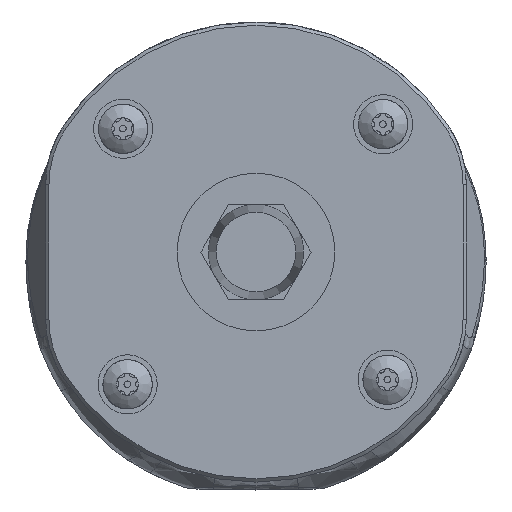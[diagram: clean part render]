
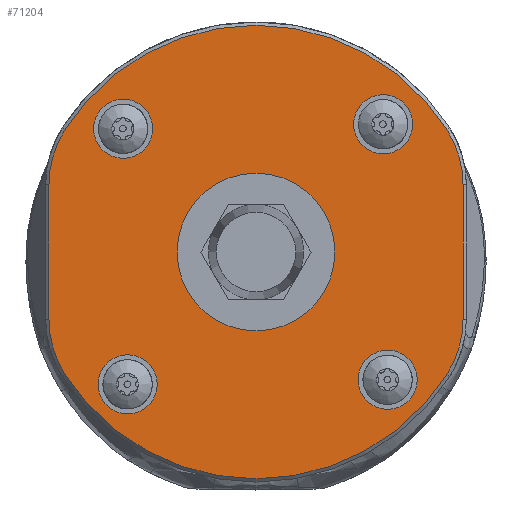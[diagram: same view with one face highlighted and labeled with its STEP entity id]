
A CAD part, front view. The second image highlights one B-rep face of the part: STEP entity #71204.
In plain terms, the highlighted planar face has unit normal (0, -1, 0).
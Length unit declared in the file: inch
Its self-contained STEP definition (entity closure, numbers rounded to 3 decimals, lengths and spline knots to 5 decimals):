
#854 = AXIS2_PLACEMENT_3D ( 'NONE', #71732, #52963, #78936 ) ;
#881 = AXIS2_PLACEMENT_3D ( 'NONE', #44135, #24946, #50970 ) ;
#3024 = EDGE_CURVE ( 'NONE', #47755, #25675, #22968, .T. ) ;
#3606 = EDGE_LOOP ( 'NONE', ( #65911 ) ) ;
#4796 = VERTEX_POINT ( 'NONE', #64336 ) ;
#6270 = FACE_BOUND ( 'NONE', #40408, .T. ) ;
#6618 = EDGE_LOOP ( 'NONE', ( #33146 ) ) ;
#8028 = VERTEX_POINT ( 'NONE', #17287 ) ;
#8654 = AXIS2_PLACEMENT_3D ( 'NONE', #66793, #65958, #59560 ) ;
#10299 = CARTESIAN_POINT ( 'NONE',  ( -0.76181, -7.30836, -1.80568 ) ) ;
#11431 = VERTEX_POINT ( 'NONE', #75801 ) ;
#11566 = ORIENTED_EDGE ( 'NONE', *, *, #54107, .T. ) ;
#11732 = CIRCLE ( 'NONE', #854, 0.61024 ) ;
#11764 = EDGE_CURVE ( 'NONE', #75069, #75069, #60279, .T. ) ;
#11794 = DIRECTION ( 'NONE',  ( 0., 0., -1. ) ) ;
#12238 = FACE_BOUND ( 'NONE', #27303, .T. ) ;
#13035 = EDGE_LOOP ( 'NONE', ( #60729, #11566, #17608, #51802, #42358, #56176, #72589, #56691 ) ) ;
#13572 = EDGE_CURVE ( 'NONE', #69046, #47755, #78056, .T. ) ;
#14743 = DIRECTION ( 'NONE',  ( 0., 0., 1. ) ) ;
#15167 = DIRECTION ( 'NONE',  ( 0., 0., 1. ) ) ;
#15979 = AXIS2_PLACEMENT_3D ( 'NONE', #71386, #52622, #20187 ) ;
#17287 = CARTESIAN_POINT ( 'NONE',  ( 1.1438, -7.30836, -1.68406 ) ) ;
#17420 = EDGE_CURVE ( 'NONE', #75156, #22645, #37225, .T. ) ;
#17608 = ORIENTED_EDGE ( 'NONE', *, *, #50070, .F. ) ;
#19313 = EDGE_CURVE ( 'NONE', #83922, #83922, #59158, .T. ) ;
#20187 = DIRECTION ( 'NONE',  ( 0., 0., 1. ) ) ;
#20401 = CARTESIAN_POINT ( 'NONE',  ( -0.76181, -7.30836, -0.27454 ) ) ;
#22645 = VERTEX_POINT ( 'NONE', #66209 ) ;
#22968 = CIRCLE ( 'NONE', #80109, 1.35827 ) ;
#24946 = DIRECTION ( 'NONE',  ( 0., 1., 0. ) ) ;
#25675 = VERTEX_POINT ( 'NONE', #60507 ) ;
#27167 = DIRECTION ( 'NONE',  ( 0., 1., 0. ) ) ;
#27222 = VECTOR ( 'NONE', #64084, 39.37008 ) ;
#27303 = EDGE_LOOP ( 'NONE', ( #47990 ) ) ;
#29398 = AXIS2_PLACEMENT_3D ( 'NONE', #57158, #31548, #50346 ) ;
#29587 = LINE ( 'NONE', #67984, #32180 ) ;
#31548 = DIRECTION ( 'NONE',  ( 0., 1., 0. ) ) ;
#32180 = VECTOR ( 'NONE', #60734, 39.37008 ) ;
#32225 = FACE_OUTER_BOUND ( 'NONE', #13035, .T. ) ;
#32486 = CARTESIAN_POINT ( 'NONE',  ( 1.24016, -7.30836, -0.5481 ) ) ;
#33146 = ORIENTED_EDGE ( 'NONE', *, *, #44917, .T. ) ;
#33562 = CARTESIAN_POINT ( 'NONE',  ( 0.76181, -7.30836, -1.7171 ) ) ;
#34467 = CARTESIAN_POINT ( 'NONE',  ( 0.76181, -7.30836, -0.18596 ) ) ;
#34600 = AXIS2_PLACEMENT_3D ( 'NONE', #70187, #58234, #11794 ) ;
#34885 = AXIS2_PLACEMENT_3D ( 'NONE', #33562, #27167, #79170 ) ;
#34890 = DIRECTION ( 'NONE',  ( 0., 1., 0. ) ) ;
#35272 = DIRECTION ( 'NONE',  ( 0., 0., -1. ) ) ;
#35737 = AXIS2_PLACEMENT_3D ( 'NONE', #48503, #75338, #35272 ) ;
#35890 = EDGE_CURVE ( 'NONE', #69046, #22645, #29587, .T. ) ;
#37225 = CIRCLE ( 'NONE', #39936, 0.61024 ) ;
#39175 = EDGE_LOOP ( 'NONE', ( #74400 ) ) ;
#39936 = AXIS2_PLACEMENT_3D ( 'NONE', #43514, #69966, #57169 ) ;
#40408 = EDGE_LOOP ( 'NONE', ( #58740 ) ) ;
#42358 = ORIENTED_EDGE ( 'NONE', *, *, #13572, .F. ) ;
#43075 = CARTESIAN_POINT ( 'NONE',  ( 0., -7.30836, -1.3157 ) ) ;
#43514 = CARTESIAN_POINT ( 'NONE',  ( -0.62992, -7.30836, -1.35495 ) ) ;
#44135 = CARTESIAN_POINT ( 'NONE',  ( -0.76181, -7.30836, -0.18596 ) ) ;
#44543 = EDGE_CURVE ( 'NONE', #8028, #75156, #55273, .T. ) ;
#44917 = EDGE_CURVE ( 'NONE', #78814, #78814, #82476, .T. ) ;
#46011 = DIRECTION ( 'NONE',  ( 0., 0., -1. ) ) ;
#47133 = DIRECTION ( 'NONE',  ( 0., 1., 0. ) ) ;
#47755 = VERTEX_POINT ( 'NONE', #48272 ) ;
#47990 = ORIENTED_EDGE ( 'NONE', *, *, #64217, .T. ) ;
#48272 = CARTESIAN_POINT ( 'NONE',  ( -1.1438, -7.30836, -0.219 ) ) ;
#48503 = CARTESIAN_POINT ( 'NONE',  ( -0.76181, -7.30836, -1.7171 ) ) ;
#50070 = EDGE_CURVE ( 'NONE', #25675, #4796, #11732, .T. ) ;
#50346 = DIRECTION ( 'NONE',  ( 0., 0., 1. ) ) ;
#50970 = DIRECTION ( 'NONE',  ( 0., 0., -1. ) ) ;
#51051 = VERTEX_POINT ( 'NONE', #76630 ) ;
#51802 = ORIENTED_EDGE ( 'NONE', *, *, #3024, .F. ) ;
#52622 = DIRECTION ( 'NONE',  ( 0., 1., 0. ) ) ;
#52732 = CIRCLE ( 'NONE', #15979, 0.61024 ) ;
#52963 = DIRECTION ( 'NONE',  ( 0., 1., 0. ) ) ;
#53195 = CARTESIAN_POINT ( 'NONE',  ( -1.24016, -7.30836, -0.5481 ) ) ;
#54107 = EDGE_CURVE ( 'NONE', #61281, #4796, #71741, .T. ) ;
#55273 = CIRCLE ( 'NONE', #29398, 1.35827 ) ;
#56176 = ORIENTED_EDGE ( 'NONE', *, *, #35890, .T. ) ;
#56691 = ORIENTED_EDGE ( 'NONE', *, *, #44543, .F. ) ;
#57158 = CARTESIAN_POINT ( 'NONE',  ( 0., -7.30836, -0.95153 ) ) ;
#57169 = DIRECTION ( 'NONE',  ( 0., 0., 1. ) ) ;
#57435 = FACE_BOUND ( 'NONE', #3606, .T. ) ;
#58234 = DIRECTION ( 'NONE',  ( 0., 1., 0. ) ) ;
#58265 = PLANE ( 'NONE',  #73007 ) ;
#58740 = ORIENTED_EDGE ( 'NONE', *, *, #11764, .T. ) ;
#59158 = CIRCLE ( 'NONE', #34600, 0.36417 ) ;
#59560 = DIRECTION ( 'NONE',  ( 0., 0., 1. ) ) ;
#60279 = CIRCLE ( 'NONE', #35737, 0.08858 ) ;
#60339 = AXIS2_PLACEMENT_3D ( 'NONE', #34467, #34890, #46011 ) ;
#60507 = CARTESIAN_POINT ( 'NONE',  ( 1.1438, -7.30836, -0.219 ) ) ;
#60729 = ORIENTED_EDGE ( 'NONE', *, *, #74726, .F. ) ;
#60734 = DIRECTION ( 'NONE',  ( 0., 0., -1. ) ) ;
#61281 = VERTEX_POINT ( 'NONE', #65842 ) ;
#61763 = CIRCLE ( 'NONE', #60339, 0.08858 ) ;
#64084 = DIRECTION ( 'NONE',  ( 0., 0., 1. ) ) ;
#64217 = EDGE_CURVE ( 'NONE', #11431, #11431, #61763, .T. ) ;
#64336 = CARTESIAN_POINT ( 'NONE',  ( 1.24016, -7.30836, -0.5481 ) ) ;
#64651 = FACE_BOUND ( 'NONE', #39175, .T. ) ;
#65842 = CARTESIAN_POINT ( 'NONE',  ( 1.24016, -7.30836, -1.35495 ) ) ;
#65911 = ORIENTED_EDGE ( 'NONE', *, *, #19313, .T. ) ;
#65958 = DIRECTION ( 'NONE',  ( 0., 1., 0. ) ) ;
#66209 = CARTESIAN_POINT ( 'NONE',  ( -1.24016, -7.30836, -1.35495 ) ) ;
#66793 = CARTESIAN_POINT ( 'NONE',  ( -0.62992, -7.30836, -0.5481 ) ) ;
#67405 = EDGE_CURVE ( 'NONE', #51051, #51051, #75746, .T. ) ;
#67984 = CARTESIAN_POINT ( 'NONE',  ( -1.24016, -7.30836, -1.35495 ) ) ;
#69046 = VERTEX_POINT ( 'NONE', #53195 ) ;
#69533 = CARTESIAN_POINT ( 'NONE',  ( -1.1438, -7.30836, -1.68406 ) ) ;
#69966 = DIRECTION ( 'NONE',  ( 0., 1., 0. ) ) ;
#70187 = CARTESIAN_POINT ( 'NONE',  ( 0., -7.30836, -0.95153 ) ) ;
#71204 = ADVANCED_FACE ( 'NONE', ( #57435, #77017, #12238, #64651, #6270, #32225 ), #58265, .F. ) ;
#71386 = CARTESIAN_POINT ( 'NONE',  ( 0.62992, -7.30836, -1.35495 ) ) ;
#71732 = CARTESIAN_POINT ( 'NONE',  ( 0.62992, -7.30836, -0.5481 ) ) ;
#71741 = LINE ( 'NONE', #32486, #27222 ) ;
#72589 = ORIENTED_EDGE ( 'NONE', *, *, #17420, .F. ) ;
#73007 = AXIS2_PLACEMENT_3D ( 'NONE', #73153, #79514, #15167 ) ;
#73153 = CARTESIAN_POINT ( 'NONE',  ( 0., -7.30836, -0.95153 ) ) ;
#74400 = ORIENTED_EDGE ( 'NONE', *, *, #67405, .T. ) ;
#74726 = EDGE_CURVE ( 'NONE', #61281, #8028, #52732, .T. ) ;
#75069 = VERTEX_POINT ( 'NONE', #10299 ) ;
#75156 = VERTEX_POINT ( 'NONE', #69533 ) ;
#75338 = DIRECTION ( 'NONE',  ( 0., 1., 0. ) ) ;
#75746 = CIRCLE ( 'NONE', #34885, 0.08858 ) ;
#75801 = CARTESIAN_POINT ( 'NONE',  ( 0.76181, -7.30836, -0.27454 ) ) ;
#76630 = CARTESIAN_POINT ( 'NONE',  ( 0.76181, -7.30836, -1.80568 ) ) ;
#77017 = FACE_BOUND ( 'NONE', #6618, .T. ) ;
#78056 = CIRCLE ( 'NONE', #8654, 0.61024 ) ;
#78814 = VERTEX_POINT ( 'NONE', #20401 ) ;
#78936 = DIRECTION ( 'NONE',  ( 0., 0., 1. ) ) ;
#79170 = DIRECTION ( 'NONE',  ( 0., 0., -1. ) ) ;
#79509 = CARTESIAN_POINT ( 'NONE',  ( 0., -7.30836, -0.95153 ) ) ;
#79514 = DIRECTION ( 'NONE',  ( 0., 1., 0. ) ) ;
#80109 = AXIS2_PLACEMENT_3D ( 'NONE', #79509, #47133, #14743 ) ;
#82476 = CIRCLE ( 'NONE', #881, 0.08858 ) ;
#83922 = VERTEX_POINT ( 'NONE', #43075 ) ;
